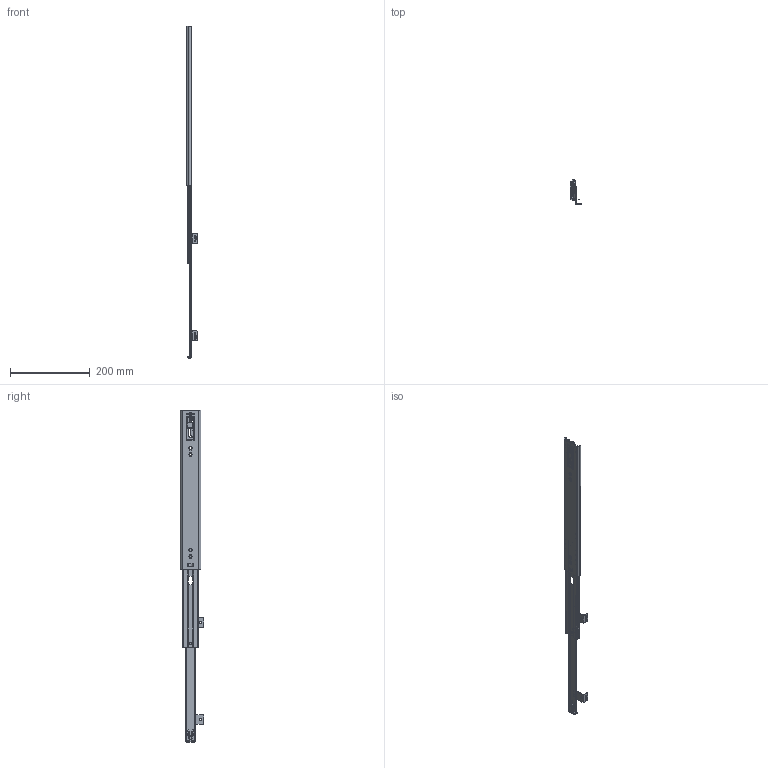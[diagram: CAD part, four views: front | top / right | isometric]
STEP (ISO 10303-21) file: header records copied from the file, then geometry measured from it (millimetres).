
FILE_DESCRIPTION(/* description */ ('Überauszug Serie 036 400x434 Rechts'),/* implementation_level */ '2;1');
FILE_NAME(/* name */ '07000061004.stp',/* time_stamp */ '2020-07-02T09:08:59+02:00',/* author */ ('Philipp Joos'),/* organization */ (''),/* preprocessor_version */ 'ST-DEVELOPER v18',/* originating_system */ 'Autodesk Inventor 2020',/* authorisation */ '');
FILE_SCHEMA (('AUTOMOTIVE_DESIGN { 1 0 10303 214 3 1 1 }'));
Products named in the file (1): 07000061004
Bounding box: 29.3 x 60.24 x 834.06 mm (x, y, z)
Volume: 119087.7 mm3; surface area: 174008.2 mm2
Topology: 54 solids, 54 shells, 2940 faces, 8365 edges, 5420 vertices
Faces by surface type: plane 1247, cylinder 902, cone 303, bspline 220, torus 216, sphere 52
Full cylindrical faces by diameter (mm): 1 x8, 2.3 x2, 4 x4, 4.1 x8, 4.4 x2, 4.5 x4, 4.6 x6, 5 x6, 5.9 x1, 6 x9, 8 x3, 8.2 x1, 8.5 x2, 11 x1
Entity records: 129321 total; most frequent: CARTESIAN_POINT 52161, ORIENTED_EDGE 16544, DIRECTION 14536, EDGE_CURVE 8272, VERTEX_POINT 5420, AXIS2_PLACEMENT_3D 5252, LINE 4032, VECTOR 4032
